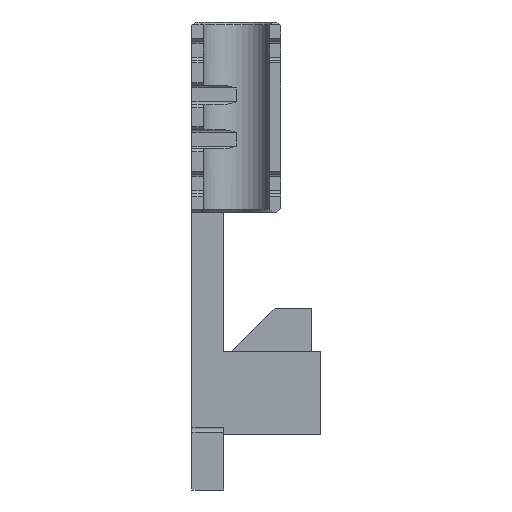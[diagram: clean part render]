
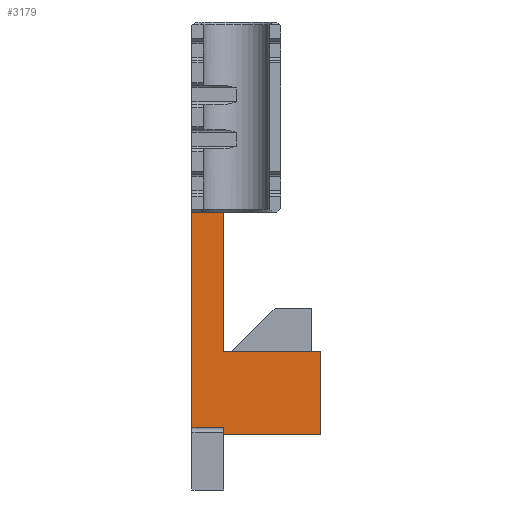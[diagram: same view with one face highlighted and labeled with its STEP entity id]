
A CAD part, front view. The second image highlights one B-rep face of the part: STEP entity #3179.
In plain terms, the highlighted planar face has unit normal (0, -1, 0).
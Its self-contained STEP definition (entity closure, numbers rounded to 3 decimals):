
#500 = VERTEX_POINT('',#501);
#501 = CARTESIAN_POINT('',(-5.,-3.,9.));
#507 = EDGE_CURVE('',#500,#508,#510,.T.);
#508 = VERTEX_POINT('',#509);
#509 = CARTESIAN_POINT('',(-5.,-3.,43.));
#510 = LINE('',#511,#512);
#511 = CARTESIAN_POINT('',(-5.,-3.,9.));
#512 = VECTOR('',#513,1.);
#513 = DIRECTION('',(0.,0.,1.));
#1798 = VERTEX_POINT('',#1799);
#1799 = CARTESIAN_POINT('',(0.,-3.,43.));
#1805 = EDGE_CURVE('',#1806,#1798,#1808,.T.);
#1806 = VERTEX_POINT('',#1807);
#1807 = CARTESIAN_POINT('',(0.,-3.,21.));
#1808 = LINE('',#1809,#1810);
#1809 = CARTESIAN_POINT('',(0.,-3.,9.));
#1810 = VECTOR('',#1811,1.);
#1811 = DIRECTION('',(0.,0.,1.));
#3144 = EDGE_CURVE('',#3145,#500,#3147,.T.);
#3145 = VERTEX_POINT('',#3146);
#3146 = CARTESIAN_POINT('',(0.,-3.,9.));
#3147 = LINE('',#3148,#3149);
#3148 = CARTESIAN_POINT('',(0.,-3.,9.));
#3149 = VECTOR('',#3150,1.);
#3150 = DIRECTION('',(-1.,0.,0.));
#3179 = ADVANCED_FACE('',(#3180),#3221,.T.);
#3180 = FACE_BOUND('',#3181,.T.);
#3181 = EDGE_LOOP('',(#3182,#3183,#3191,#3199,#3207,#3213,#3214,#3220));
#3182 = ORIENTED_EDGE('',*,*,#3144,.F.);
#3183 = ORIENTED_EDGE('',*,*,#3184,.F.);
#3184 = EDGE_CURVE('',#3185,#3145,#3187,.T.);
#3185 = VERTEX_POINT('',#3186);
#3186 = CARTESIAN_POINT('',(0.,-3.,8.));
#3187 = LINE('',#3188,#3189);
#3188 = CARTESIAN_POINT('',(0.,-3.,8.));
#3189 = VECTOR('',#3190,1.);
#3190 = DIRECTION('',(0.,0.,1.));
#3191 = ORIENTED_EDGE('',*,*,#3192,.T.);
#3192 = EDGE_CURVE('',#3185,#3193,#3195,.T.);
#3193 = VERTEX_POINT('',#3194);
#3194 = CARTESIAN_POINT('',(15.2,-3.,8.));
#3195 = LINE('',#3196,#3197);
#3196 = CARTESIAN_POINT('',(0.,-3.,8.));
#3197 = VECTOR('',#3198,1.);
#3198 = DIRECTION('',(1.,0.,0.));
#3199 = ORIENTED_EDGE('',*,*,#3200,.T.);
#3200 = EDGE_CURVE('',#3193,#3201,#3203,.T.);
#3201 = VERTEX_POINT('',#3202);
#3202 = CARTESIAN_POINT('',(15.2,-3.,21.));
#3203 = LINE('',#3204,#3205);
#3204 = CARTESIAN_POINT('',(15.2,-3.,8.));
#3205 = VECTOR('',#3206,1.);
#3206 = DIRECTION('',(0.,0.,1.));
#3207 = ORIENTED_EDGE('',*,*,#3208,.F.);
#3208 = EDGE_CURVE('',#1806,#3201,#3209,.T.);
#3209 = LINE('',#3210,#3211);
#3210 = CARTESIAN_POINT('',(0.,-3.,21.));
#3211 = VECTOR('',#3212,1.);
#3212 = DIRECTION('',(1.,0.,0.));
#3213 = ORIENTED_EDGE('',*,*,#1805,.T.);
#3214 = ORIENTED_EDGE('',*,*,#3215,.F.);
#3215 = EDGE_CURVE('',#508,#1798,#3216,.T.);
#3216 = LINE('',#3217,#3218);
#3217 = CARTESIAN_POINT('',(-5.,-3.,43.));
#3218 = VECTOR('',#3219,1.);
#3219 = DIRECTION('',(1.,0.,0.));
#3220 = ORIENTED_EDGE('',*,*,#507,.F.);
#3221 = PLANE('',#3222);
#3222 = AXIS2_PLACEMENT_3D('',#3223,#3224,#3225);
#3223 = CARTESIAN_POINT('',(0.491,-3.,35.891));
#3224 = DIRECTION('',(0.,-1.,0.));
#3225 = DIRECTION('',(-1.,0.,0.));
